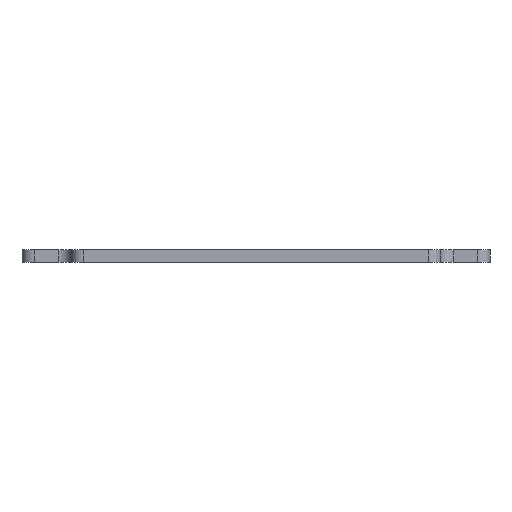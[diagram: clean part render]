
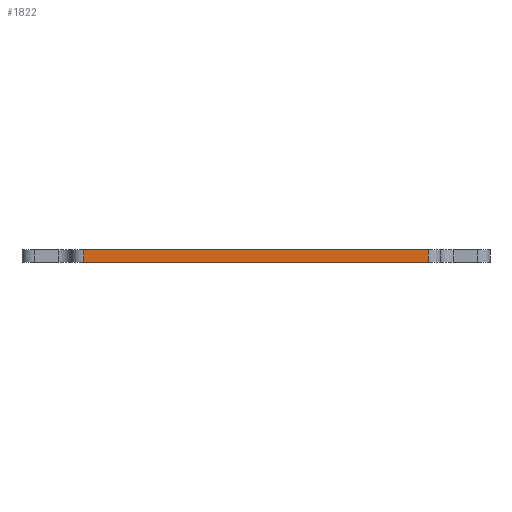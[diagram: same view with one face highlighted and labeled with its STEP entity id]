
A CAD part, front view. The second image highlights one B-rep face of the part: STEP entity #1822.
In plain terms, the highlighted planar face has unit normal (0, -1, 0).
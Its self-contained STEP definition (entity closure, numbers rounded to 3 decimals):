
#107=PLANE('',#2018);
#177=FACE_OUTER_BOUND('',#266,.T.);
#266=EDGE_LOOP('',(#1395,#1396,#1397,#1398));
#445=LINE('',#2953,#570);
#446=LINE('',#2956,#571);
#447=LINE('',#2958,#572);
#448=LINE('',#2959,#573);
#570=VECTOR('',#2435,10.);
#571=VECTOR('',#2438,10.);
#572=VECTOR('',#2439,10.);
#573=VECTOR('',#2440,10.);
#870=VERTEX_POINT('',#2949);
#871=VERTEX_POINT('',#2951);
#872=VERTEX_POINT('',#2955);
#873=VERTEX_POINT('',#2957);
#1089=EDGE_CURVE('',#870,#871,#445,.T.);
#1090=EDGE_CURVE('',#872,#870,#446,.T.);
#1091=EDGE_CURVE('',#873,#871,#447,.T.);
#1092=EDGE_CURVE('',#872,#873,#448,.T.);
#1395=ORIENTED_EDGE('',*,*,#1090,.T.);
#1396=ORIENTED_EDGE('',*,*,#1089,.T.);
#1397=ORIENTED_EDGE('',*,*,#1091,.F.);
#1398=ORIENTED_EDGE('',*,*,#1092,.F.);
#1822=ADVANCED_FACE('',(#177),#107,.T.);
#2018=AXIS2_PLACEMENT_3D('',#2954,#2436,#2437);
#2435=DIRECTION('',(0.,0.,1.));
#2436=DIRECTION('center_axis',(0.,-1.,0.));
#2437=DIRECTION('ref_axis',(1.,0.,0.));
#2438=DIRECTION('',(1.,0.,0.));
#2439=DIRECTION('',(1.,0.,0.));
#2440=DIRECTION('',(0.,0.,1.));
#2949=CARTESIAN_POINT('',(165.,0.,0.));
#2951=CARTESIAN_POINT('',(165.,0.,5.));
#2953=CARTESIAN_POINT('',(165.,0.,0.));
#2954=CARTESIAN_POINT('Origin',(25.,0.,0.));
#2955=CARTESIAN_POINT('',(25.,0.,0.));
#2956=CARTESIAN_POINT('',(25.,0.,0.));
#2957=CARTESIAN_POINT('',(25.,0.,5.));
#2958=CARTESIAN_POINT('',(25.,0.,5.));
#2959=CARTESIAN_POINT('',(25.,0.,0.));
